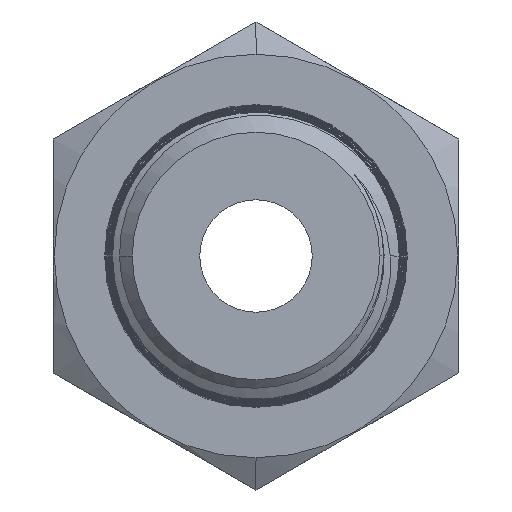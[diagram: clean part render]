
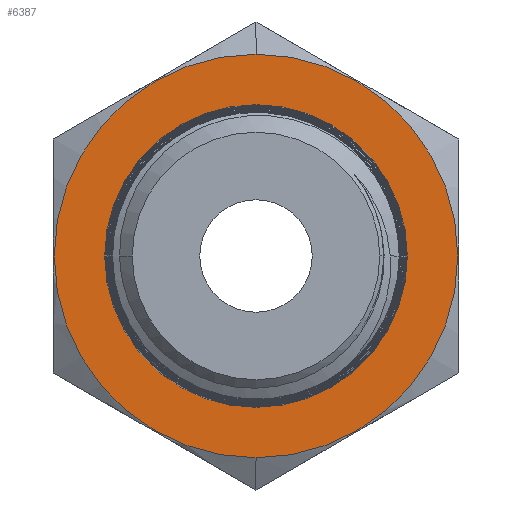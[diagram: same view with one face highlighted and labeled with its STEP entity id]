
A CAD part, front view. The second image highlights one B-rep face of the part: STEP entity #6387.
In plain terms, the highlighted planar face has unit normal (0, -1, 0).
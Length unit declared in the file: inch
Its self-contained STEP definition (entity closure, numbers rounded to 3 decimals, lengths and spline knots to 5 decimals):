
#49 = CIRCLE ( 'NONE', #8260, 0.56 ) ;
#280 = CARTESIAN_POINT ( 'NONE',  ( -0.42, 0.87, 0. ) ) ;
#1312 = ORIENTED_EDGE ( 'NONE', *, *, #3196, .F. ) ;
#1589 = CARTESIAN_POINT ( 'NONE',  ( 0., 0.87, 0. ) ) ;
#1724 = ORIENTED_EDGE ( 'NONE', *, *, #9193, .T. ) ;
#2459 = AXIS2_PLACEMENT_3D ( 'NONE', #4811, #7115, #10707 ) ;
#2788 = AXIS2_PLACEMENT_3D ( 'NONE', #7367, #8584, #10902 ) ;
#3196 = EDGE_CURVE ( 'NONE', #11130, #10430, #10188, .T. ) ;
#4024 = DIRECTION ( 'NONE',  ( 0., -1., 0. ) ) ;
#4323 = EDGE_LOOP ( 'NONE', ( #13511, #1312 ) ) ;
#4610 = PLANE ( 'NONE',  #9570 ) ;
#4760 = CIRCLE ( 'NONE', #2459, 0.42 ) ;
#4811 = CARTESIAN_POINT ( 'NONE',  ( 0., 0.87, 0. ) ) ;
#5781 = ORIENTED_EDGE ( 'NONE', *, *, #8568, .T. ) ;
#5890 = DIRECTION ( 'NONE',  ( 1., 0., 0. ) ) ;
#6387 = ADVANCED_FACE ( 'NONE', ( #15347, #13825 ), #4610, .T. ) ;
#7103 = CARTESIAN_POINT ( 'NONE',  ( 0.42, 0.87, 0. ) ) ;
#7115 = DIRECTION ( 'NONE',  ( 0., -1., 0. ) ) ;
#7367 = CARTESIAN_POINT ( 'NONE',  ( 0., 0.87, 0. ) ) ;
#7460 = CARTESIAN_POINT ( 'NONE',  ( 0., 0.87, 0.56 ) ) ;
#7638 = EDGE_LOOP ( 'NONE', ( #1724, #5781 ) ) ;
#8260 = AXIS2_PLACEMENT_3D ( 'NONE', #12507, #13723, #10086 ) ;
#8568 = EDGE_CURVE ( 'NONE', #9434, #10593, #49, .T. ) ;
#8584 = DIRECTION ( 'NONE',  ( 0., -1., 0. ) ) ;
#9193 = EDGE_CURVE ( 'NONE', #10593, #9434, #10671, .T. ) ;
#9434 = VERTEX_POINT ( 'NONE', #14286 ) ;
#9570 = AXIS2_PLACEMENT_3D ( 'NONE', #13080, #10756, #5890 ) ;
#10086 = DIRECTION ( 'NONE',  ( 0., 0., -1. ) ) ;
#10188 = CIRCLE ( 'NONE', #2788, 0.42 ) ;
#10430 = VERTEX_POINT ( 'NONE', #7103 ) ;
#10593 = VERTEX_POINT ( 'NONE', #7460 ) ;
#10671 = CIRCLE ( 'NONE', #13628, 0.56 ) ;
#10707 = DIRECTION ( 'NONE',  ( 1., 0., 0. ) ) ;
#10756 = DIRECTION ( 'NONE',  ( 0., -1., 0. ) ) ;
#10902 = DIRECTION ( 'NONE',  ( 1., 0., 0. ) ) ;
#11130 = VERTEX_POINT ( 'NONE', #280 ) ;
#12507 = CARTESIAN_POINT ( 'NONE',  ( 0., 0.87, 0. ) ) ;
#12598 = EDGE_CURVE ( 'NONE', #10430, #11130, #4760, .T. ) ;
#13080 = CARTESIAN_POINT ( 'NONE',  ( -0.42, 0.87, 0. ) ) ;
#13511 = ORIENTED_EDGE ( 'NONE', *, *, #12598, .F. ) ;
#13628 = AXIS2_PLACEMENT_3D ( 'NONE', #1589, #4024, #14977 ) ;
#13723 = DIRECTION ( 'NONE',  ( 0., -1., 0. ) ) ;
#13825 = FACE_OUTER_BOUND ( 'NONE', #7638, .T. ) ;
#14286 = CARTESIAN_POINT ( 'NONE',  ( 0., 0.87, -0.56 ) ) ;
#14977 = DIRECTION ( 'NONE',  ( 0., 0., -1. ) ) ;
#15347 = FACE_BOUND ( 'NONE', #4323, .T. ) ;
